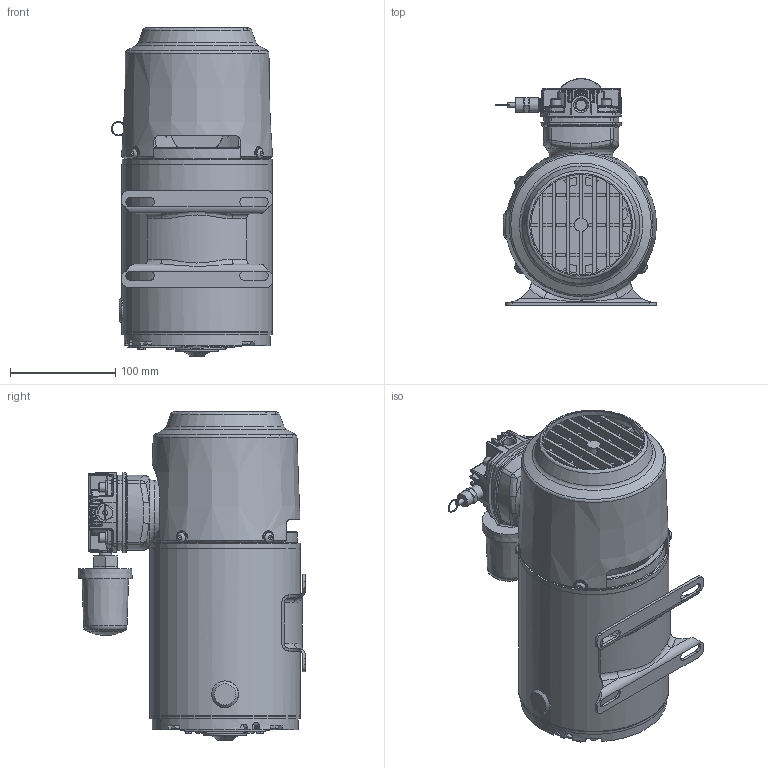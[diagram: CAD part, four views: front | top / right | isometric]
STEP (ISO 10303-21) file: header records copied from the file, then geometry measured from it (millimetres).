
FILE_DESCRIPTION (( 'STEP AP214' ), '1' );
FILE_NAME ('1HAE-10-M104X.STEP', '2025-04-21T10:58:51', ( '' ), ( '' ), 'SwSTEP 2.0', 'SolidWorks 2023', '' );
FILE_SCHEMA (( 'AUTOMOTIVE_DESIGN' ));
Length unit declared in the file: inch
Products named in the file (4): B300A; 1HAE-10-M104X GUTTED IMPORT; AS100G (IMPORTED); 1HAE-10-M104X
Assembly tree (3 placements, depth 2):
  1HAE-10-M104X
    1HAE-10-M104X GUTTED IMPORT
    B300A
    AS100G (IMPORTED)
Bounding box: 152.77 x 215.14 x 311.07 mm (x, y, z)
Volume: 942930 mm3; surface area: 427295.6 mm2
Topology: 4 solids, 15 shells, 2927 faces, 7513 edges, 4566 vertices
Faces by surface type: plane 1088, bspline 931, cylinder 631, cone 168, torus 67, sphere 42
Full cylindrical faces by diameter (mm): 3.454 x4, 4.166 x4, 4.699 x1, 4.762 x1, 4.763 x1, 4.826 x2, 5.69 x4, 6.35 x4, 6.604 x4, 9.525 x4, 9.754 x4, 12.7 x4, 13.716 x2, 14.478 x1, 15.24 x1, 25.4 x1, 40.132 x1, 50.8 x3, 95.25 x1, 127 x1, 138.43 x1, 138.963 x1, 139.09 x1, 141.478 x1, 142.24 x1, 142.494 x2
Entity records: 127593 total; most frequent: CARTESIAN_POINT 70489, ORIENTED_EDGE 14491, DIRECTION 7729, EDGE_CURVE 7246, VERTEX_POINT 4477, B_SPLINE_CURVE_WITH_KNOTS 4275, EDGE_LOOP 3170, AXIS2_PLACEMENT_3D 3007
